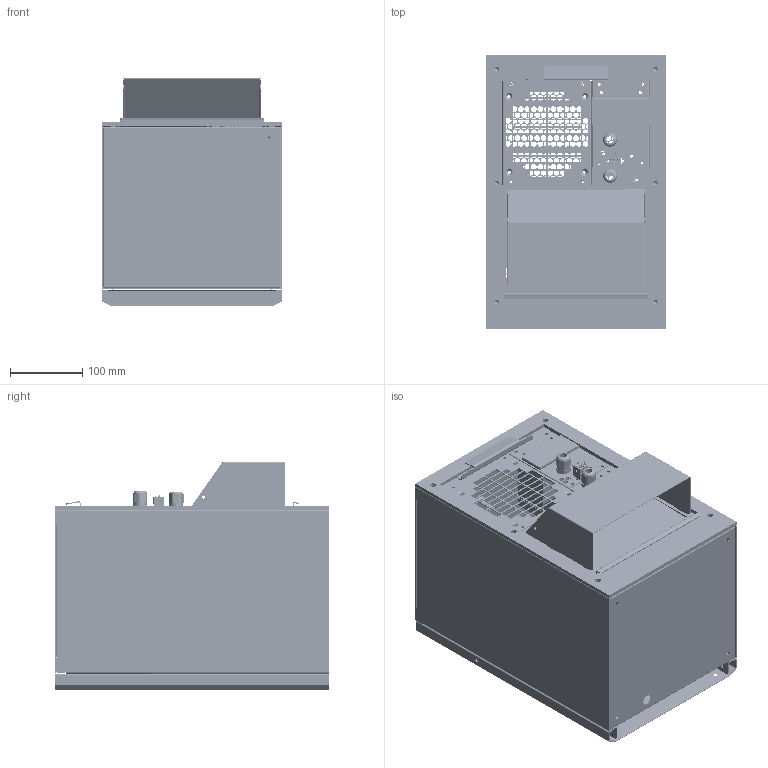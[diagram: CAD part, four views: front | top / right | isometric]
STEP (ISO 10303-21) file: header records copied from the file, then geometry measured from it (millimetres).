
FILE_DESCRIPTION((''),'2;1');
FILE_NAME('OC8703_06-COMPLETE_ASM','2022-06-15T11:51:18',('danielc'),(''),'CREO PARAMETRIC BY PTC INC, 2019080','CREO PARAMETRIC BY PTC INC, 2019080','');
FILE_SCHEMA(('CONFIG_CONTROL_DESIGN','SHAPE_APPEARANCE_LAYERS_GROUPS'));
Products named in the file (54): OC8703_06-MOUNTING-GASKET; OC8703_06-HOUSING; OC8703_06-HOUSING-MNF_ASM; OC-8703_06_C-T-GASKET-COVER-MNF_ASM; POPNUT_M6_HEX_CL_WITH_LIP_1_5MM; OC8703_06-COND-BOT-BKT-MNF_ASM; OC8703_06-COND-BOTTOM-BKT_ASM; POPNUT_M8_HEX_CLOSED_HEAD1-5_ST; OC8703_06-FILTER-BKT-RIGHT-MNF_ASM; CABLE_GLAND_M16; OC8703_06-MOUNTING-BRACKET; OC8706_3-MOUNTING-BKT-TOP; OC8703-AMB-INTAKE-DEFLECTOR-MNF_ASM; OC8703_06-HOUSING_ASM; OC8703_06-BASE; OC8703_06-BASE-MNF_ASM; OC8703_06-COND-EVAP-BASIN-MNF_ASM; OC8703_06-COND-EVAP-BASIN_ASM; OC8703_06-COND-EVAP-LID_ASM; OC8703_06-CONDENSATE-EVAPORATOR_ASM; OC8703_06-LIFTING-BKT-MNF_ASM; OC8703_06-LIFTING-BKT_ASM; OC8703_06-INTERNAL-MNF_ASM; KG-8506_EVAPORATOR_FINS; KG-8506_EVAPORATOR_ASM; OC8703_06-WATER-TRAY-MNF_ASM; OC8703_06-WATER-TRAY_ASM; OC8703_06-AMBIENT-BLWR-BKT-MNF_ASM; OC8703_06-AMBIENT-BLOWER_ASM; OC8703_06-INT-HEATER-BKT-MNF_ASM; OC8703_06-INTERNAL-HEATER-BKT_ASM; OC8703_06-INTERNAL-HEATER_ASM; SUPU_254_MINI-TERMINAL_BLOCK_5P_ASM; OC8703_06-ELECTRICAL-BKT-MNF_ASM; EB5500-COMPLETE-ASSY_ASM; OC8703_06-ELECTRICAL_ASM; OC8706_3-HEATER-230V-ASSY_ASM; OC8703_06-INTERNAL-ASSY_ASM; OC8703_06-BASE_ASM; OC8703_06-COVER-TOP ...
Assembly tree (59 placements, depth 6):
  OC8703_06-COMPLETE_ASM
    OC8703_06-MOUNTING-GASKET
    OC8703_06-HOUSING_ASM
      OC8703_06-HOUSING-MNF_ASM
        OC8703_06-HOUSING
      OC-8703_06_C-T-GASKET-COVER-MNF_ASM
      POPNUT_M6_HEX_CL_WITH_LIP_1_5MM  x6
      OC8703_06-COND-BOTTOM-BKT_ASM
        OC8703_06-COND-BOT-BKT-MNF_ASM
      POPNUT_M8_HEX_CLOSED_HEAD1-5_ST
      OC8703_06-FILTER-BKT-RIGHT-MNF_ASM
      CABLE_GLAND_M16
      OC8703_06-MOUNTING-BRACKET
      OC8706_3-MOUNTING-BKT-TOP
      OC8703-AMB-INTAKE-DEFLECTOR-MNF_ASM
    OC8703_06-BASE_ASM
      OC8703_06-BASE-MNF_ASM
        OC8703_06-BASE
      OC8703_06-CONDENSATE-EVAPORATOR_ASM
        OC8703_06-COND-EVAP-BASIN_ASM
          OC8703_06-COND-EVAP-BASIN-MNF_ASM
        OC8703_06-COND-EVAP-LID_ASM
      OC8703_06-INTERNAL-ASSY_ASM
        OC8703_06-INTERNAL-MNF_ASM
          OC8703_06-LIFTING-BKT_ASM
            OC8703_06-LIFTING-BKT-MNF_ASM
        KG-8506_EVAPORATOR_ASM
          KG-8506_EVAPORATOR_FINS
        OC8703_06-WATER-TRAY_ASM
          OC8703_06-WATER-TRAY-MNF_ASM
        OC8703_06-AMBIENT-BLOWER_ASM
          OC8703_06-AMBIENT-BLWR-BKT-MNF_ASM
        OC8703_06-INTERNAL-HEATER_ASM
          OC8703_06-INTERNAL-HEATER-BKT_ASM
            OC8703_06-INT-HEATER-BKT-MNF_ASM
        OC8703_06-ELECTRICAL_ASM
          SUPU_254_MINI-TERMINAL_BLOCK_5P_ASM
          OC8703_06-ELECTRICAL-BKT-MNF_ASM
          EB5500-COMPLETE-ASSY_ASM
        OC8706_3-HEATER-230V-ASSY_ASM
    OC8703_06-COVER_ASM
      OC8703_06-COVER-TOP-MNF_ASM
        OC8703_06-COVER-TOP
    OC8703_06-INTERNAL-BLOWER_ASM
      OC8703_06-INTERN-ACCESS-PANEL
    OC8703_06-INTERNAL-WIRING-COVER_ASM
      OC8703_06-INTERNAL-WIRING-COVER
      CAREL_IR33P_SEIFERT_NO_BORDER_ASM
        CAREL_IR33P_NOBORDER
      CABLE_GLAND_M16
      MC-PB5-3P_ASM
        MC-RJ5_08H03P
    OC8706_3-INTERNAL-DEFLECTOR_ASM
      OC8706_3_INTERNAL_DEFLECT_MNF_ASM
        OC8706_3_INTERNAL_DEFLECTOR
Bounding box: 250 x 380 x 315.8 mm (x, y, z)
Volume: 1492489 mm3; surface area: 1394234.4 mm2
Topology: 21 solids, 22 shells, 3672 faces, 10146 edges, 6572 vertices
Faces by surface type: cylinder 1769, plane 1663, cone 84, extrusion 57, torus 53, bspline 30, sphere 16
Entity records: 170119 total; most frequent: CARTESIAN_POINT 23217, DIRECTION 20061, ORIENTED_EDGE 19284, PRESENTATION_STYLE_ASSIGNMENT 12554, STYLED_ITEM 12476, EDGE_CURVE 9642, CURVE_STYLE 9356, AXIS2_PLACEMENT_3D 7139
